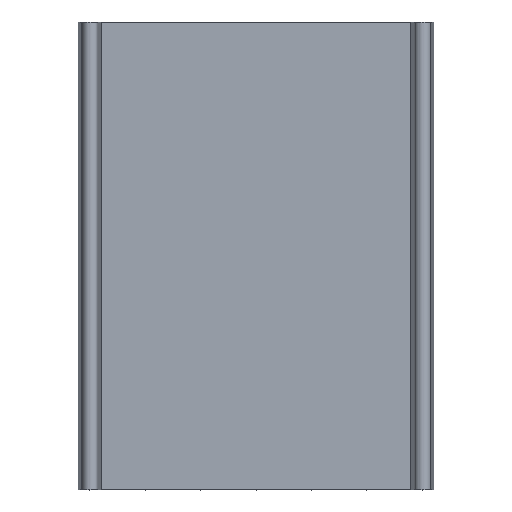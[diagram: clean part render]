
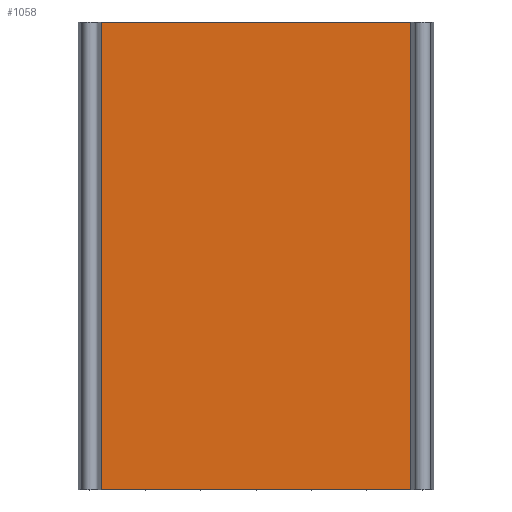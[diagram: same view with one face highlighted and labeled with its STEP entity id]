
A CAD part, top view. The second image highlights one B-rep face of the part: STEP entity #1058.
In plain terms, the highlighted planar face has unit normal (0, 0, 1).
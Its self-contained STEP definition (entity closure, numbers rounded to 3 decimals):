
#147=FACE_OUTER_BOUND('',#201,.T.);
#201=EDGE_LOOP('',(#872,#873,#874,#875));
#205=LINE('',#1509,#307);
#303=LINE('',#1812,#405);
#304=LINE('',#1814,#406);
#305=LINE('',#1815,#407);
#307=VECTOR('',#1188,10.);
#405=VECTOR('',#1494,10.);
#406=VECTOR('',#1497,10.);
#407=VECTOR('',#1498,10.);
#409=VERTEX_POINT('',#1506);
#410=VERTEX_POINT('',#1508);
#510=VERTEX_POINT('',#1808);
#511=VERTEX_POINT('',#1810);
#513=EDGE_CURVE('',#409,#410,#205,.T.);
#665=EDGE_CURVE('',#510,#511,#303,.T.);
#666=EDGE_CURVE('',#409,#510,#304,.T.);
#667=EDGE_CURVE('',#410,#511,#305,.T.);
#872=ORIENTED_EDGE('',*,*,#666,.T.);
#873=ORIENTED_EDGE('',*,*,#665,.T.);
#874=ORIENTED_EDGE('',*,*,#667,.F.);
#875=ORIENTED_EDGE('',*,*,#513,.F.);
#1004=PLANE('',#1180);
#1058=ADVANCED_FACE('',(#147),#1004,.T.);
#1180=AXIS2_PLACEMENT_3D('',#1813,#1495,#1496);
#1188=DIRECTION('',(0.,1.,0.));
#1494=DIRECTION('',(0.,1.,0.));
#1495=DIRECTION('center_axis',(0.,0.,1.));
#1496=DIRECTION('ref_axis',(1.,0.,0.));
#1497=DIRECTION('',(1.,0.,0.));
#1498=DIRECTION('',(1.,0.,0.));
#1506=CARTESIAN_POINT('',(-10.1,0.,-2.6));
#1508=CARTESIAN_POINT('',(-10.1,30.5,-2.6));
#1509=CARTESIAN_POINT('',(-10.1,0.,-2.6));
#1808=CARTESIAN_POINT('',(10.1,0.,-2.6));
#1810=CARTESIAN_POINT('',(10.1,30.5,-2.6));
#1812=CARTESIAN_POINT('',(10.1,0.,-2.6));
#1813=CARTESIAN_POINT('Origin',(0.,0.,-2.6));
#1814=CARTESIAN_POINT('',(0.,0.,-2.6));
#1815=CARTESIAN_POINT('',(-10.1,30.5,-2.6));
